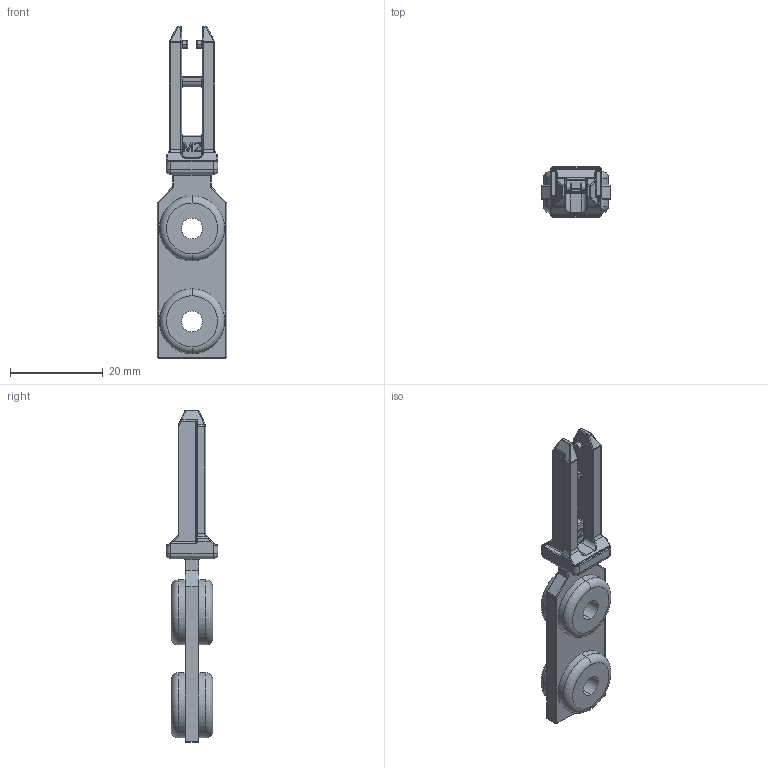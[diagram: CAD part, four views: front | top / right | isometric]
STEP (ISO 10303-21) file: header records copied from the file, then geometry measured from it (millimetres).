
FILE_DESCRIPTION((''),'2;1');
FILE_NAME('222650_ASM','2021-03-31T10:33:09',('PDMAdmin'),('BANNER ENGINEERING'),'CREO PARAMETRIC BY PTC INC, 2019292','CREO PARAMETRIC BY PTC INC, 2019292','');
FILE_SCHEMA(('CONFIG_CONTROL_DESIGN'));
Length unit declared in the file: millimetre
Products named in the file (2): 222650; 222650_ASM
Assembly tree (1 placements, depth 2):
  222650_ASM
    222650
Bounding box: 15 x 11.1 x 71.5 mm (x, y, z)
Volume: 4395.5 mm3; surface area: 3279.7 mm2
Topology: 1 solids, 1 shells, 386 faces, 938 edges, 545 vertices
Faces by surface type: cylinder 151, plane 98, torus 77, bspline 44, sphere 16
Entity records: 13553 total; most frequent: CARTESIAN_POINT 4686, DIRECTION 1894, ORIENTED_EDGE 1844, EDGE_CURVE 922, AXIS2_PLACEMENT_3D 743, VERTEX_POINT 545, VECTOR 408, LINE 408
